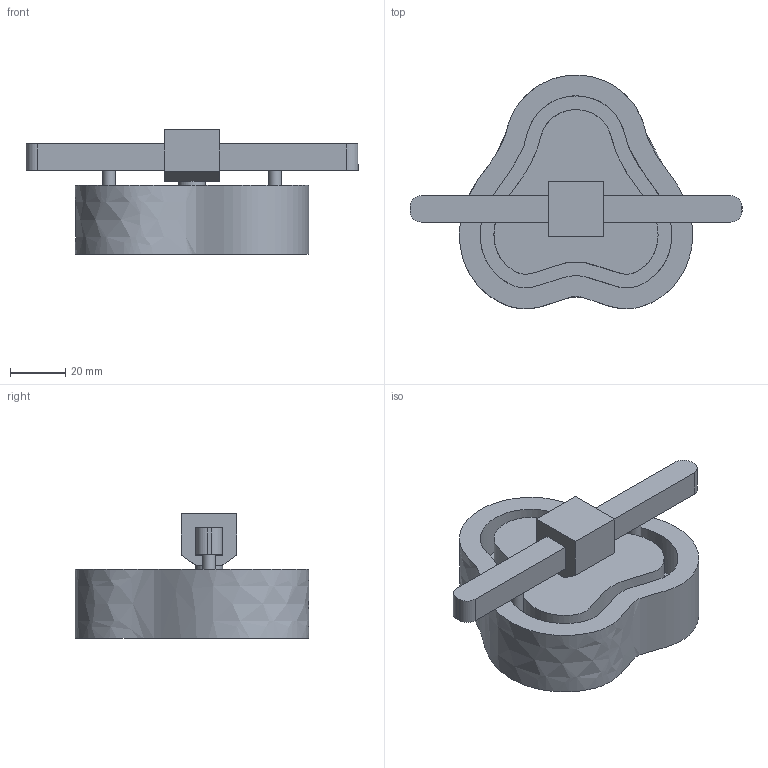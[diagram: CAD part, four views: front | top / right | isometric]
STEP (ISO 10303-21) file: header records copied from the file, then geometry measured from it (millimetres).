
FILE_DESCRIPTION(/* description */ (''),/* implementation_level */ '2;1');
FILE_NAME(/* name */ 'Second Cam Design v4.step',/* time_stamp */ '2021-03-01T17:55:36-08:00',/* author */ (''),/* organization */ (''),/* preprocessor_version */ 'ST-DEVELOPER v18.1',/* originating_system */ 'Autodesk Translation Framework v9.7.1.1290',/* authorisation */ '');
FILE_SCHEMA (('AUTOMOTIVE_DESIGN { 1 0 10303 214 3 1 1 }'));
Length unit declared in the file: millimetre
Products named in the file (4): Second Cam Design; Cam ; Rotar (1); Leg
Assembly tree (3 placements, depth 2):
  Second Cam Design
    Cam 
    Rotar (1)
    Leg
Bounding box: 120 x 84.42 x 45 mm (x, y, z)
Volume: 130024.5 mm3; surface area: 33009 mm2
Topology: 3 solids, 3 shells, 37 faces, 81 edges, 54 vertices
Faces by surface type: plane 26, cylinder 8, bspline 3
Full cylindrical faces by diameter (mm): 4.75 x2, 9.75 x1, 10 x1
Entity records: 2466 total; most frequent: CARTESIAN_POINT 1526, DIRECTION 177, ORIENTED_EDGE 162, EDGE_CURVE 81, AXIS2_PLACEMENT_3D 61, LINE 55, VECTOR 55, VERTEX_POINT 54
